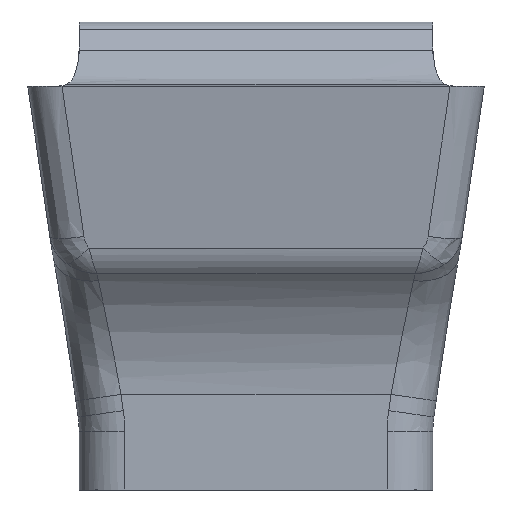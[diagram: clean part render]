
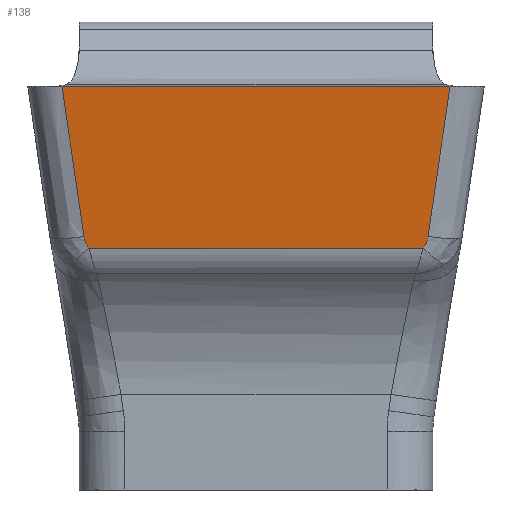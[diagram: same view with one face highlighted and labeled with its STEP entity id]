
A CAD part, front view. The second image highlights one B-rep face of the part: STEP entity #138.
In plain terms, the highlighted planar face has unit normal (0, -0.99, -0.139).
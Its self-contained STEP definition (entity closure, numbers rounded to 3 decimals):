
#76=(
BOUNDED_CURVE()
B_SPLINE_CURVE(1,(#1731,#1732,#1733,#1734),.UNSPECIFIED.,.F.,.F.)
B_SPLINE_CURVE_WITH_KNOTS((2,1,1,2),(0.,0.445,0.555,
1.),.UNSPECIFIED.)
CURVE()
GEOMETRIC_REPRESENTATION_ITEM()
RATIONAL_B_SPLINE_CURVE((1.032,1.032,1.032,
1.032))
REPRESENTATION_ITEM('')
);
#83=PLANE('',#1157);
#138=ADVANCED_FACE('',(#223),#83,.F.);
#223=FACE_OUTER_BOUND('',#287,.T.);
#287=EDGE_LOOP('',(#401,#402,#403,#404,#405,#406));
#401=ORIENTED_EDGE('',*,*,#759,.T.);
#402=ORIENTED_EDGE('',*,*,#809,.T.);
#403=ORIENTED_EDGE('',*,*,#810,.F.);
#404=ORIENTED_EDGE('',*,*,#811,.F.);
#405=ORIENTED_EDGE('',*,*,#812,.T.);
#406=ORIENTED_EDGE('',*,*,#813,.T.);
#663=VERTEX_POINT('',#1571);
#664=VERTEX_POINT('',#1573);
#709=VERTEX_POINT('',#1726);
#710=VERTEX_POINT('',#1728);
#711=VERTEX_POINT('',#1730);
#712=VERTEX_POINT('',#1735);
#759=EDGE_CURVE('',#664,#663,#916,.T.);
#809=EDGE_CURVE('',#663,#709,#1076,.T.);
#810=EDGE_CURVE('',#710,#709,#943,.T.);
#811=EDGE_CURVE('',#711,#710,#944,.T.);
#812=EDGE_CURVE('',#711,#712,#76,.T.);
#813=EDGE_CURVE('',#712,#664,#1077,.T.);
#916=LINE('',#1572,#986);
#943=LINE('',#1727,#1013);
#944=LINE('',#1729,#1014);
#986=VECTOR('',#1229,1.);
#1013=VECTOR('',#1304,1.);
#1014=VECTOR('',#1305,1.);
#1076=B_SPLINE_CURVE_WITH_KNOTS('',3,(#1722,#1723,#1724,#1725),
 .UNSPECIFIED.,.F.,.F.,(4,4),(0.,1.),.UNSPECIFIED.);
#1077=B_SPLINE_CURVE_WITH_KNOTS('',3,(#1736,#1737,#1738,#1739),
 .UNSPECIFIED.,.F.,.F.,(4,4),(0.,1.),.UNSPECIFIED.);
#1157=AXIS2_PLACEMENT_3D('',#1740,#1306,#1307);
#1229=DIRECTION('',(1.,0.,0.));
#1304=DIRECTION('',(-0.144,0.138,-0.98));
#1305=DIRECTION('',(1.,0.,0.));
#1306=DIRECTION('',(0.,0.99,0.139));
#1307=DIRECTION('',(1.,0.,0.));
#1571=CARTESIAN_POINT('',(1.461,-4.551,-1.417));
#1572=CARTESIAN_POINT('',(-1.05,-4.551,-1.417));
#1573=CARTESIAN_POINT('',(-1.461,-4.551,-1.417));
#1722=CARTESIAN_POINT('',(1.461,-4.551,-1.417));
#1723=CARTESIAN_POINT('',(1.484,-4.554,-1.392));
#1724=CARTESIAN_POINT('',(1.501,-4.559,-1.356));
#1725=CARTESIAN_POINT('',(1.507,-4.565,-1.315));
#1726=CARTESIAN_POINT('',(1.507,-4.565,-1.315));
#1727=CARTESIAN_POINT('',(1.624,-4.677,-0.518));
#1728=CARTESIAN_POINT('',(1.699,-4.749,-0.004));
#1729=CARTESIAN_POINT('',(0.,-4.749,-0.004));
#1730=CARTESIAN_POINT('',(-1.699,-4.749,-0.004));
#1731=CARTESIAN_POINT('',(-2.32,-5.344,4.225));
#1732=CARTESIAN_POINT('',(-1.7,-4.75,0.));
#1733=CARTESIAN_POINT('',(-1.548,-4.604,-1.037));
#1734=CARTESIAN_POINT('',(-0.927,-4.01,-5.262));
#1735=CARTESIAN_POINT('',(-1.507,-4.565,-1.315));
#1736=CARTESIAN_POINT('',(-1.507,-4.565,-1.315));
#1737=CARTESIAN_POINT('',(-1.501,-4.56,-1.354));
#1738=CARTESIAN_POINT('',(-1.485,-4.554,-1.391));
#1739=CARTESIAN_POINT('',(-1.461,-4.551,-1.417));
#1740=CARTESIAN_POINT('',(0.,-4.75,0.));
